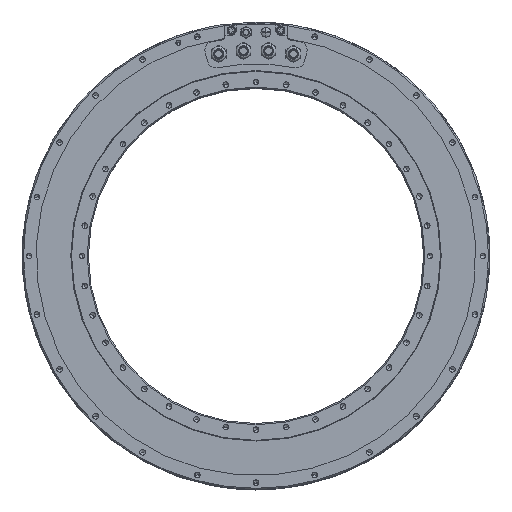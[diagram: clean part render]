
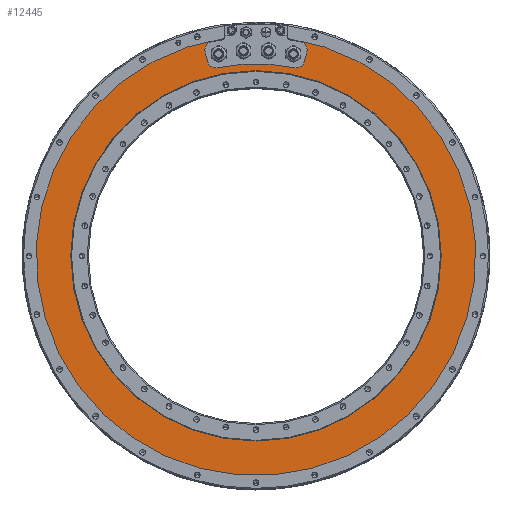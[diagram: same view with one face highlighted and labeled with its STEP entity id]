
A CAD part, top view. The second image highlights one B-rep face of the part: STEP entity #12445.
In plain terms, the highlighted planar face has unit normal (0, 0, 1).
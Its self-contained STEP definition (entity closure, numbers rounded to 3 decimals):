
#3325=CARTESIAN_POINT('',(0.,0.,-0.15));
#3326=DIRECTION('',(0.,0.,1.));
#3327=DIRECTION('',(-1.,0.,0.));
#3328=AXIS2_PLACEMENT_3D('',#3325,#3326,#3327);
#3339=CARTESIAN_POINT('',(0.,0.,-0.15));
#3340=DIRECTION('',(0.,0.,1.));
#3341=DIRECTION('',(1.,0.,0.));
#3342=AXIS2_PLACEMENT_3D('',#3339,#3340,#3341);
#3344=CARTESIAN_POINT('',(-42.5,265.621,-0.15));
#3345=DIRECTION('',(0.,0.,1.));
#3346=DIRECTION('',(0.158,-0.987,0.));
#3347=AXIS2_PLACEMENT_3D('',#3344,#3345,#3346);
#3349=CARTESIAN_POINT('',(0.,0.,-0.15));
#3350=DIRECTION('',(0.,0.,1.));
#3351=DIRECTION('',(-0.158,0.987,0.));
#3352=AXIS2_PLACEMENT_3D('',#3349,#3350,#3351);
#3354=CARTESIAN_POINT('',(-51.698,248.683,
-0.15));
#3355=DIRECTION('',(0.,0.,-1.));
#3356=DIRECTION('',(-0.97,-0.242,0.));
#3357=AXIS2_PLACEMENT_3D('',#3354,#3355,#3356);
#3359=DIRECTION('',(0.242,-0.97,0.));
#3360=VECTOR('',#3359,12.01);
#3361=CARTESIAN_POINT('',(-61.401,246.264,
-0.15));
#3362=LINE('',#3361,#3360);
#3363=CARTESIAN_POINT('',(-48.792,237.03,
-0.15));
#3364=DIRECTION('',(0.,0.,-1.));
#3365=DIRECTION('',(0.202,-0.979,0.));
#3366=AXIS2_PLACEMENT_3D('',#3363,#3364,#3365);
#3368=CARTESIAN_POINT('',(0.,0.,-0.15));
#3369=DIRECTION('',(0.,0.,1.));
#3370=DIRECTION('',(0.202,0.979,0.));
#3371=AXIS2_PLACEMENT_3D('',#3368,#3369,#3370);
#3373=CARTESIAN_POINT('',(48.792,237.03,
-0.15));
#3374=DIRECTION('',(0.,0.,-1.));
#3375=DIRECTION('',(0.97,-0.242,0.));
#3376=AXIS2_PLACEMENT_3D('',#3373,#3374,#3375);
#3378=DIRECTION('',(0.242,0.97,0.));
#3379=VECTOR('',#3378,12.01);
#3380=CARTESIAN_POINT('',(58.495,234.611,
-0.15));
#3381=LINE('',#3380,#3379);
#3382=CARTESIAN_POINT('',(51.698,248.683,
-0.15));
#3383=DIRECTION('',(0.,0.,-1.));
#3384=DIRECTION('',(0.204,0.979,0.));
#3385=AXIS2_PLACEMENT_3D('',#3382,#3383,#3384);
#3387=CARTESIAN_POINT('',(0.,0.,-0.15));
#3388=DIRECTION('',(0.,0.,1.));
#3389=DIRECTION('',(0.204,0.979,0.));
#3390=AXIS2_PLACEMENT_3D('',#3387,#3388,#3389);
#3392=CARTESIAN_POINT('',(42.5,265.621,-0.15));
#3393=DIRECTION('',(0.,0.,1.));
#3394=DIRECTION('',(-0.812,-0.584,0.));
#3395=AXIS2_PLACEMENT_3D('',#3392,#3393,#3394);
#3456=CARTESIAN_POINT('',(0.,0.,-0.15));
#3457=DIRECTION('',(0.,0.,1.));
#3458=DIRECTION('',(-0.145,0.989,0.));
#3459=AXIS2_PLACEMENT_3D('',#3456,#3457,#3458);
#6955=CARTESIAN_POINT('',(-223.75,0.,-0.15));
#6956=CARTESIAN_POINT('',(223.75,0.,-0.15));
#6957=VERTEX_POINT('',#6955);
#6958=VERTEX_POINT('',#6956);
#7035=CARTESIAN_POINT('',(46.776,227.236,
-0.15));
#7036=CARTESIAN_POINT('',(-46.776,227.236,
-0.15));
#7037=VERTEX_POINT('',#7035);
#7038=VERTEX_POINT('',#7036);
#7039=CARTESIAN_POINT('',(58.495,234.611,
-0.15));
#7040=CARTESIAN_POINT('',(61.401,246.264,
-0.15));
#7041=VERTEX_POINT('',#7039);
#7042=VERTEX_POINT('',#7040);
#7043=CARTESIAN_POINT('',(-61.401,246.264,
-0.15));
#7044=CARTESIAN_POINT('',(-58.495,234.611,
-0.15));
#7045=VERTEX_POINT('',#7043);
#7046=VERTEX_POINT('',#7044);
#7047=CARTESIAN_POINT('',(-53.733,258.474,
-0.15));
#7048=VERTEX_POINT('',#7047);
#7049=CARTESIAN_POINT('',(53.733,258.474,
-0.15));
#7050=VERTEX_POINT('',#7049);
#7723=CARTESIAN_POINT('',(38.441,262.702,
-0.15));
#7725=VERTEX_POINT('',#7723);
#7727=CARTESIAN_POINT('',(-38.441,262.702,
-0.15));
#7729=VERTEX_POINT('',#7727);
#7731=CARTESIAN_POINT('',(-41.71,260.684,
-0.15));
#7732=VERTEX_POINT('',#7731);
#7733=CARTESIAN_POINT('',(41.71,260.684,
-0.15));
#7734=VERTEX_POINT('',#7733);
#12410=CARTESIAN_POINT('',(0.,0.,-0.15));
#12411=DIRECTION('',(0.,0.,1.));
#12412=DIRECTION('',(1.,0.,0.));
#12413=AXIS2_PLACEMENT_3D('',#12410,#12411,#12412);
#12414=PLANE('',#12413);
#12416=ORIENTED_EDGE('',*,*,#12415,.F.);
#12418=ORIENTED_EDGE('',*,*,#12417,.T.);
#12420=ORIENTED_EDGE('',*,*,#12419,.F.);
#12422=ORIENTED_EDGE('',*,*,#12421,.T.);
#12424=ORIENTED_EDGE('',*,*,#12423,.F.);
#12426=ORIENTED_EDGE('',*,*,#12425,.F.);
#12428=ORIENTED_EDGE('',*,*,#12427,.F.);
#12430=ORIENTED_EDGE('',*,*,#12429,.T.);
#12432=ORIENTED_EDGE('',*,*,#12431,.F.);
#12434=ORIENTED_EDGE('',*,*,#12433,.T.);
#12436=ORIENTED_EDGE('',*,*,#12435,.F.);
#12438=ORIENTED_EDGE('',*,*,#12437,.F.);
#12439=EDGE_LOOP('',(#12416,#12418,#12420,#12422,#12424,#12426,#12428,#12430,
#12432,#12434,#12436,#12438));
#12440=FACE_OUTER_BOUND('',#12439,.F.);
#12441=ORIENTED_EDGE('',*,*,#12390,.T.);
#12442=ORIENTED_EDGE('',*,*,#12404,.T.);
#12443=EDGE_LOOP('',(#12441,#12442));
#12444=FACE_BOUND('',#12443,.F.);
#3329=CIRCLE('',#3328,223.75);
#3343=CIRCLE('',#3342,223.75);
#3348=CIRCLE('',#3347,5.);
#3353=CIRCLE('',#3352,264.);
#3358=CIRCLE('',#3357,10.);
#3367=CIRCLE('',#3366,10.);
#3372=CIRCLE('',#3371,232.);
#3377=CIRCLE('',#3376,10.);
#3386=CIRCLE('',#3385,10.);
#3391=CIRCLE('',#3390,264.);
#3396=CIRCLE('',#3395,5.);
#3460=CIRCLE('',#3459,265.5);
#12390=EDGE_CURVE('',#6957,#6958,#3329,.T.);
#12404=EDGE_CURVE('',#6958,#6957,#3343,.T.);
#12415=EDGE_CURVE('',#7732,#7729,#3348,.T.);
#12417=EDGE_CURVE('',#7732,#7048,#3353,.T.);
#12419=EDGE_CURVE('',#7045,#7048,#3358,.T.);
#12421=EDGE_CURVE('',#7045,#7046,#3362,.T.);
#12423=EDGE_CURVE('',#7038,#7046,#3367,.T.);
#12425=EDGE_CURVE('',#7037,#7038,#3372,.T.);
#12427=EDGE_CURVE('',#7041,#7037,#3377,.T.);
#12429=EDGE_CURVE('',#7041,#7042,#3381,.T.);
#12431=EDGE_CURVE('',#7050,#7042,#3386,.T.);
#12433=EDGE_CURVE('',#7050,#7734,#3391,.T.);
#12435=EDGE_CURVE('',#7725,#7734,#3396,.T.);
#12437=EDGE_CURVE('',#7729,#7725,#3460,.T.);
#12445=ADVANCED_FACE('',(#12440,#12444),#12414,.T.);
